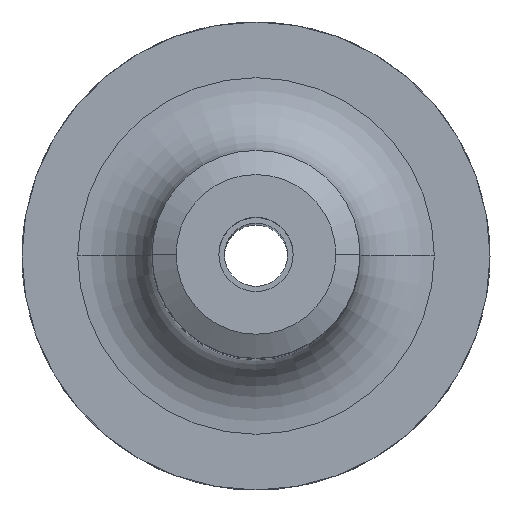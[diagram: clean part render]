
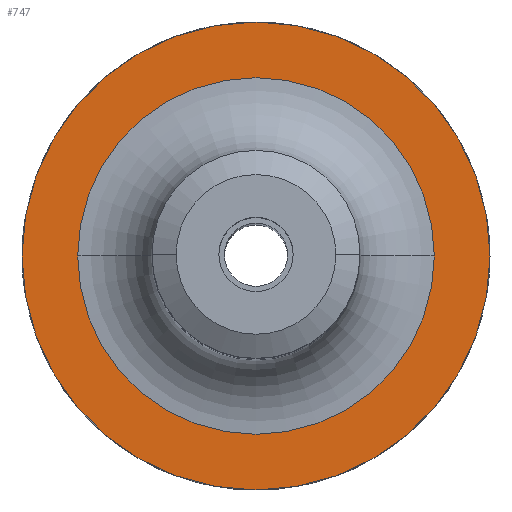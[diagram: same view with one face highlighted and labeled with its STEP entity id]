
A CAD part, top view. The second image highlights one B-rep face of the part: STEP entity #747.
In plain terms, the highlighted planar face has unit normal (0, 0, 1).
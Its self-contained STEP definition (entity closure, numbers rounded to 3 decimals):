
#1 = AXIS2_PLACEMENT_3D ( 'NONE', #13, #1333, #1030 ) ;
#13 = CARTESIAN_POINT ( 'NONE',  ( 0., 0., 27. ) ) ;
#38 = CARTESIAN_POINT ( 'NONE',  ( -24., 0., 27. ) ) ;
#54 = PLANE ( 'NONE',  #1087 ) ;
#63 = EDGE_LOOP ( 'NONE', ( #761, #1810 ) ) ;
#78 = DIRECTION ( 'NONE',  ( 0., 0., -1. ) ) ;
#159 = CIRCLE ( 'NONE', #1272, 24. ) ;
#168 = VERTEX_POINT ( 'NONE', #38 ) ;
#170 = EDGE_CURVE ( 'NONE', #1879, #1750, #1850, .T. ) ;
#173 = AXIS2_PLACEMENT_3D ( 'NONE', #1704, #1834, #1378 ) ;
#262 = EDGE_CURVE ( 'NONE', #168, #783, #1192, .T. ) ;
#267 = AXIS2_PLACEMENT_3D ( 'NONE', #1218, #1223, #1060 ) ;
#283 = CIRCLE ( 'NONE', #1, 31.5 ) ;
#303 = ORIENTED_EDGE ( 'NONE', *, *, #170, .F. ) ;
#330 = CARTESIAN_POINT ( 'NONE',  ( 24., 0., 27. ) ) ;
#644 = EDGE_CURVE ( 'NONE', #1750, #1879, #283, .T. ) ;
#653 = DIRECTION ( 'NONE',  ( -1., 0., 0. ) ) ;
#747 = ADVANCED_FACE ( 'NONE', ( #1375, #1348 ), #54, .F. ) ;
#761 = ORIENTED_EDGE ( 'NONE', *, *, #262, .T. ) ;
#783 = VERTEX_POINT ( 'NONE', #330 ) ;
#799 = DIRECTION ( 'NONE',  ( 0., 0., -1. ) ) ;
#1030 = DIRECTION ( 'NONE',  ( -1., 0., 0. ) ) ;
#1060 = DIRECTION ( 'NONE',  ( -1., 0., 0. ) ) ;
#1087 = AXIS2_PLACEMENT_3D ( 'NONE', #1201, #799, #653 ) ;
#1101 = DIRECTION ( 'NONE',  ( -1., 0., 0. ) ) ;
#1192 = CIRCLE ( 'NONE', #173, 24. ) ;
#1201 = CARTESIAN_POINT ( 'NONE',  ( 0., 0., 27. ) ) ;
#1218 = CARTESIAN_POINT ( 'NONE',  ( 0., 0., 27. ) ) ;
#1223 = DIRECTION ( 'NONE',  ( 0., 0., -1. ) ) ;
#1253 = EDGE_LOOP ( 'NONE', ( #1853, #303 ) ) ;
#1272 = AXIS2_PLACEMENT_3D ( 'NONE', #1403, #78, #1101 ) ;
#1327 = EDGE_CURVE ( 'NONE', #783, #168, #159, .T. ) ;
#1333 = DIRECTION ( 'NONE',  ( 0., 0., -1. ) ) ;
#1340 = CARTESIAN_POINT ( 'NONE',  ( 31.5, 0., 27. ) ) ;
#1348 = FACE_OUTER_BOUND ( 'NONE', #1253, .T. ) ;
#1375 = FACE_BOUND ( 'NONE', #63, .T. ) ;
#1378 = DIRECTION ( 'NONE',  ( -1., 0., 0. ) ) ;
#1403 = CARTESIAN_POINT ( 'NONE',  ( 0., 0., 27. ) ) ;
#1704 = CARTESIAN_POINT ( 'NONE',  ( 0., 0., 27. ) ) ;
#1750 = VERTEX_POINT ( 'NONE', #1855 ) ;
#1810 = ORIENTED_EDGE ( 'NONE', *, *, #1327, .T. ) ;
#1834 = DIRECTION ( 'NONE',  ( 0., 0., -1. ) ) ;
#1850 = CIRCLE ( 'NONE', #267, 31.5 ) ;
#1853 = ORIENTED_EDGE ( 'NONE', *, *, #644, .F. ) ;
#1855 = CARTESIAN_POINT ( 'NONE',  ( -31.5, 0., 27. ) ) ;
#1879 = VERTEX_POINT ( 'NONE', #1340 ) ;
